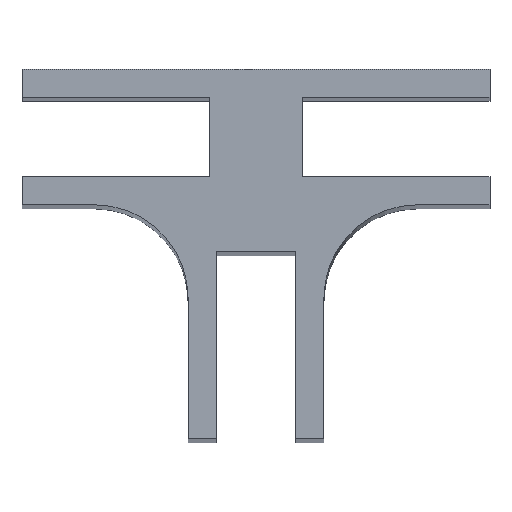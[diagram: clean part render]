
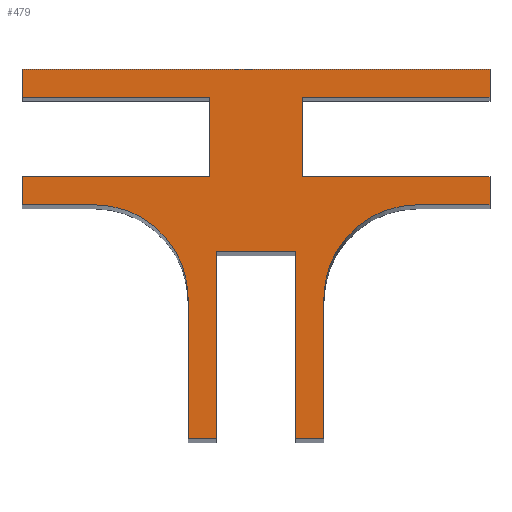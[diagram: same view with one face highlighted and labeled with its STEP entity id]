
A CAD part, top view. The second image highlights one B-rep face of the part: STEP entity #479.
In plain terms, the highlighted planar face has unit normal (0, 0, 1).
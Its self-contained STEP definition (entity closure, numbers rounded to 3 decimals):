
#35=PLANE('',#521);
#59=FACE_OUTER_BOUND('',#83,.T.);
#83=EDGE_LOOP('',(#411,#412,#413,#414,#415,#416,#417,#418,#419,#420,#421,
#422,#423,#424,#425,#426,#427,#428,#429,#430,#431,#432));
#89=LINE('',#658,#151);
#94=LINE('',#673,#156);
#97=LINE('',#681,#159);
#100=LINE('',#687,#162);
#103=LINE('',#693,#165);
#106=LINE('',#699,#168);
#109=LINE('',#703,#171);
#110=LINE('',#706,#172);
#114=LINE('',#714,#176);
#117=LINE('',#720,#179);
#120=LINE('',#726,#182);
#123=LINE('',#732,#185);
#126=LINE('',#738,#188);
#129=LINE('',#744,#191);
#132=LINE('',#750,#194);
#135=LINE('',#756,#197);
#138=LINE('',#762,#200);
#141=LINE('',#768,#203);
#144=LINE('',#772,#206);
#145=LINE('',#774,#207);
#151=VECTOR('',#537,10.);
#156=VECTOR('',#550,10.);
#159=VECTOR('',#555,10.);
#162=VECTOR('',#560,10.);
#165=VECTOR('',#565,10.);
#168=VECTOR('',#570,10.);
#171=VECTOR('',#575,10.);
#172=VECTOR('',#578,10.);
#176=VECTOR('',#584,10.);
#179=VECTOR('',#589,10.);
#182=VECTOR('',#594,10.);
#185=VECTOR('',#599,10.);
#188=VECTOR('',#604,10.);
#191=VECTOR('',#609,10.);
#194=VECTOR('',#614,10.);
#197=VECTOR('',#619,10.);
#200=VECTOR('',#624,10.);
#203=VECTOR('',#629,10.);
#206=VECTOR('',#634,10.);
#207=VECTOR('',#637,10.);
#210=CIRCLE('',#497,10.);
#212=CIRCLE('',#501,10.);
#215=VERTEX_POINT('',#648);
#216=VERTEX_POINT('',#650);
#218=VERTEX_POINT('',#656);
#221=VERTEX_POINT('',#663);
#222=VERTEX_POINT('',#665);
#224=VERTEX_POINT('',#671);
#227=VERTEX_POINT('',#678);
#228=VERTEX_POINT('',#680);
#230=VERTEX_POINT('',#686);
#232=VERTEX_POINT('',#692);
#234=VERTEX_POINT('',#698);
#235=VERTEX_POINT('',#705);
#238=VERTEX_POINT('',#713);
#240=VERTEX_POINT('',#719);
#242=VERTEX_POINT('',#725);
#244=VERTEX_POINT('',#731);
#246=VERTEX_POINT('',#737);
#248=VERTEX_POINT('',#743);
#250=VERTEX_POINT('',#749);
#252=VERTEX_POINT('',#755);
#254=VERTEX_POINT('',#761);
#256=VERTEX_POINT('',#767);
#259=EDGE_CURVE('',#215,#216,#210,.T.);
#263=EDGE_CURVE('',#215,#218,#89,.T.);
#266=EDGE_CURVE('',#221,#222,#212,.T.);
#270=EDGE_CURVE('',#221,#224,#94,.T.);
#273=EDGE_CURVE('',#228,#227,#97,.T.);
#276=EDGE_CURVE('',#230,#228,#100,.T.);
#279=EDGE_CURVE('',#232,#230,#103,.T.);
#282=EDGE_CURVE('',#234,#232,#106,.T.);
#285=EDGE_CURVE('',#224,#234,#109,.T.);
#286=EDGE_CURVE('',#235,#222,#110,.T.);
#290=EDGE_CURVE('',#238,#235,#114,.T.);
#293=EDGE_CURVE('',#240,#238,#117,.T.);
#296=EDGE_CURVE('',#242,#240,#120,.T.);
#299=EDGE_CURVE('',#244,#242,#123,.T.);
#302=EDGE_CURVE('',#246,#244,#126,.T.);
#305=EDGE_CURVE('',#248,#246,#129,.T.);
#308=EDGE_CURVE('',#250,#248,#132,.T.);
#311=EDGE_CURVE('',#252,#250,#135,.T.);
#314=EDGE_CURVE('',#254,#252,#138,.T.);
#317=EDGE_CURVE('',#256,#254,#141,.T.);
#320=EDGE_CURVE('',#218,#256,#144,.T.);
#321=EDGE_CURVE('',#227,#216,#145,.T.);
#411=ORIENTED_EDGE('',*,*,#321,.T.);
#412=ORIENTED_EDGE('',*,*,#259,.F.);
#413=ORIENTED_EDGE('',*,*,#263,.T.);
#414=ORIENTED_EDGE('',*,*,#320,.T.);
#415=ORIENTED_EDGE('',*,*,#317,.T.);
#416=ORIENTED_EDGE('',*,*,#314,.T.);
#417=ORIENTED_EDGE('',*,*,#311,.T.);
#418=ORIENTED_EDGE('',*,*,#308,.T.);
#419=ORIENTED_EDGE('',*,*,#305,.T.);
#420=ORIENTED_EDGE('',*,*,#302,.T.);
#421=ORIENTED_EDGE('',*,*,#299,.T.);
#422=ORIENTED_EDGE('',*,*,#296,.T.);
#423=ORIENTED_EDGE('',*,*,#293,.T.);
#424=ORIENTED_EDGE('',*,*,#290,.T.);
#425=ORIENTED_EDGE('',*,*,#286,.T.);
#426=ORIENTED_EDGE('',*,*,#266,.F.);
#427=ORIENTED_EDGE('',*,*,#270,.T.);
#428=ORIENTED_EDGE('',*,*,#285,.T.);
#429=ORIENTED_EDGE('',*,*,#282,.T.);
#430=ORIENTED_EDGE('',*,*,#279,.T.);
#431=ORIENTED_EDGE('',*,*,#276,.T.);
#432=ORIENTED_EDGE('',*,*,#273,.T.);
#479=ADVANCED_FACE('',(#59),#35,.T.);
#497=AXIS2_PLACEMENT_3D('',#651,#530,#531);
#501=AXIS2_PLACEMENT_3D('',#666,#543,#544);
#521=AXIS2_PLACEMENT_3D('',#776,#639,#640);
#530=DIRECTION('center_axis',(0.,0.,1.));
#531=DIRECTION('ref_axis',(-0.707,0.707,0.));
#537=DIRECTION('',(1.,0.,0.));
#543=DIRECTION('center_axis',(0.,0.,1.));
#544=DIRECTION('ref_axis',(0.707,0.707,0.));
#550=DIRECTION('',(0.,-1.,0.));
#555=DIRECTION('',(1.,0.,0.));
#560=DIRECTION('',(0.,-1.,0.));
#565=DIRECTION('',(1.,0.,0.));
#570=DIRECTION('',(0.,1.,0.));
#575=DIRECTION('',(1.,0.,0.));
#578=DIRECTION('',(1.,0.,0.));
#584=DIRECTION('',(0.,-1.,0.));
#589=DIRECTION('',(-1.,0.,0.));
#594=DIRECTION('',(0.,-1.,0.));
#599=DIRECTION('',(1.,0.,0.));
#604=DIRECTION('',(0.,-1.,0.));
#609=DIRECTION('',(-1.,0.,0.));
#614=DIRECTION('',(0.,1.,0.));
#619=DIRECTION('',(1.,0.,0.));
#624=DIRECTION('',(0.,1.,0.));
#629=DIRECTION('',(-1.,0.,0.));
#634=DIRECTION('',(0.,1.,0.));
#637=DIRECTION('',(0.,1.,0.));
#639=DIRECTION('center_axis',(0.,0.,1.));
#640=DIRECTION('ref_axis',(1.,0.,0.));
#648=CARTESIAN_POINT('',(17.25,0.,250.));
#650=CARTESIAN_POINT('',(7.25,-10.,250.));
#651=CARTESIAN_POINT('Origin',(17.25,-10.,250.));
#656=CARTESIAN_POINT('',(25.,0.,250.));
#658=CARTESIAN_POINT('',(25.,0.,250.));
#663=CARTESIAN_POINT('',(-7.25,-10.,250.));
#665=CARTESIAN_POINT('',(-17.25,0.,250.));
#666=CARTESIAN_POINT('Origin',(-17.25,-10.,250.));
#671=CARTESIAN_POINT('',(-7.25,-25.,250.));
#673=CARTESIAN_POINT('',(-7.25,-25.,250.));
#678=CARTESIAN_POINT('',(7.25,-25.,250.));
#680=CARTESIAN_POINT('',(4.25,-25.,250.));
#681=CARTESIAN_POINT('',(7.25,-25.,250.));
#686=CARTESIAN_POINT('',(4.25,-5.,250.));
#687=CARTESIAN_POINT('',(4.25,-25.,250.));
#692=CARTESIAN_POINT('',(-4.25,-5.,250.));
#693=CARTESIAN_POINT('',(4.25,-5.,250.));
#698=CARTESIAN_POINT('',(-4.25,-25.,250.));
#699=CARTESIAN_POINT('',(-4.25,-5.,250.));
#703=CARTESIAN_POINT('',(-4.25,-25.,250.));
#705=CARTESIAN_POINT('',(-25.,0.,250.));
#706=CARTESIAN_POINT('',(0.,0.,250.));
#713=CARTESIAN_POINT('',(-25.,3.,250.));
#714=CARTESIAN_POINT('',(-25.,0.,250.));
#719=CARTESIAN_POINT('',(-5.,3.,250.));
#720=CARTESIAN_POINT('',(-25.,3.,250.));
#725=CARTESIAN_POINT('',(-5.,11.5,250.));
#726=CARTESIAN_POINT('',(-5.,3.,250.));
#731=CARTESIAN_POINT('',(-25.,11.5,250.));
#732=CARTESIAN_POINT('',(-5.,11.5,250.));
#737=CARTESIAN_POINT('',(-25.,14.5,250.));
#738=CARTESIAN_POINT('',(-25.,11.5,250.));
#743=CARTESIAN_POINT('',(25.,14.5,250.));
#744=CARTESIAN_POINT('',(0.,14.5,250.));
#749=CARTESIAN_POINT('',(25.,11.5,250.));
#750=CARTESIAN_POINT('',(25.,14.5,250.));
#755=CARTESIAN_POINT('',(5.,11.5,250.));
#756=CARTESIAN_POINT('',(25.,11.5,250.));
#761=CARTESIAN_POINT('',(5.,3.,250.));
#762=CARTESIAN_POINT('',(5.,11.5,250.));
#767=CARTESIAN_POINT('',(25.,3.,250.));
#768=CARTESIAN_POINT('',(5.,3.,250.));
#772=CARTESIAN_POINT('',(25.,3.,250.));
#774=CARTESIAN_POINT('',(7.25,0.,250.));
#776=CARTESIAN_POINT('Origin',(0.,-5.25,250.));
